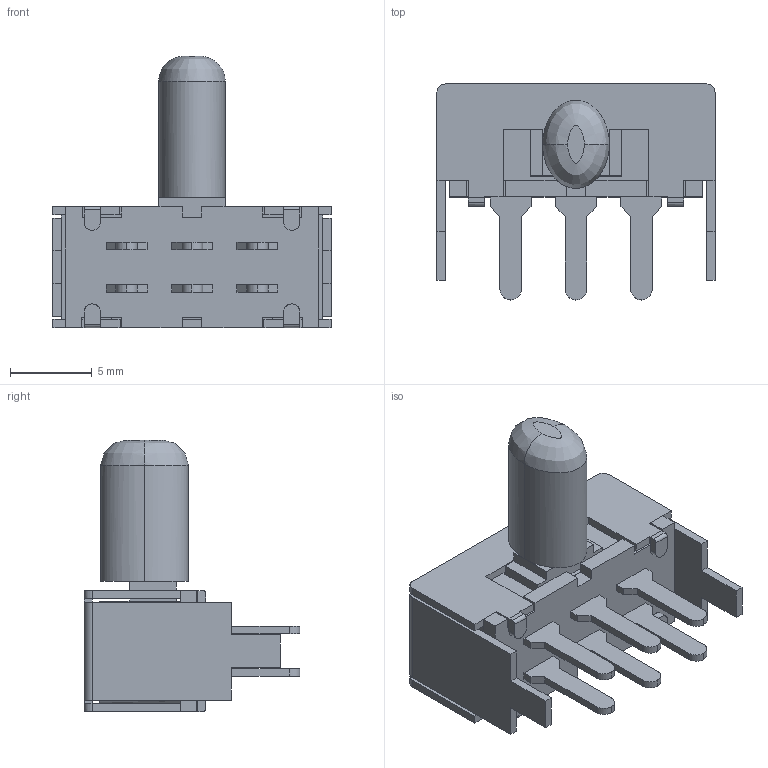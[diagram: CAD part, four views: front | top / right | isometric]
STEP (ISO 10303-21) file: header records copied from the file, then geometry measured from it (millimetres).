
FILE_DESCRIPTION(/* description */ (''),/* implementation_level */ '2;1');
FILE_NAME(/* name */ 'XBDA33~1',/* time_stamp */ '2022-12-06T08:55:35+08:00',/* author */ (''),/* organization */ (''),/* preprocessor_version */ 'ST-DEVELOPER v16.5',/* originating_system */ '',/* authorisation */ '');
FILE_SCHEMA (('AUTOMOTIVE_DESIGN'));
Length unit declared in the file: millimetre
Products named in the file (1): Document
Bounding box: 17 x 13.2 x 16.59 mm (x, y, z)
Volume: 750.7 mm3; surface area: 1907.5 mm2
Topology: 1 solids, 1 shells, 490 faces, 1335 edges, 870 vertices
Faces by surface type: plane 292, bspline 198
Entity records: 16175 total; most frequent: CARTESIAN_POINT 7492, ORIENTED_EDGE 2670, EDGE_CURVE 1335, B_SPLINE_CURVE_WITH_KNOTS 1210, VERTEX_POINT 870, EDGE_LOOP 527, ADVANCED_FACE 490, FACE_OUTER_BOUND 490
